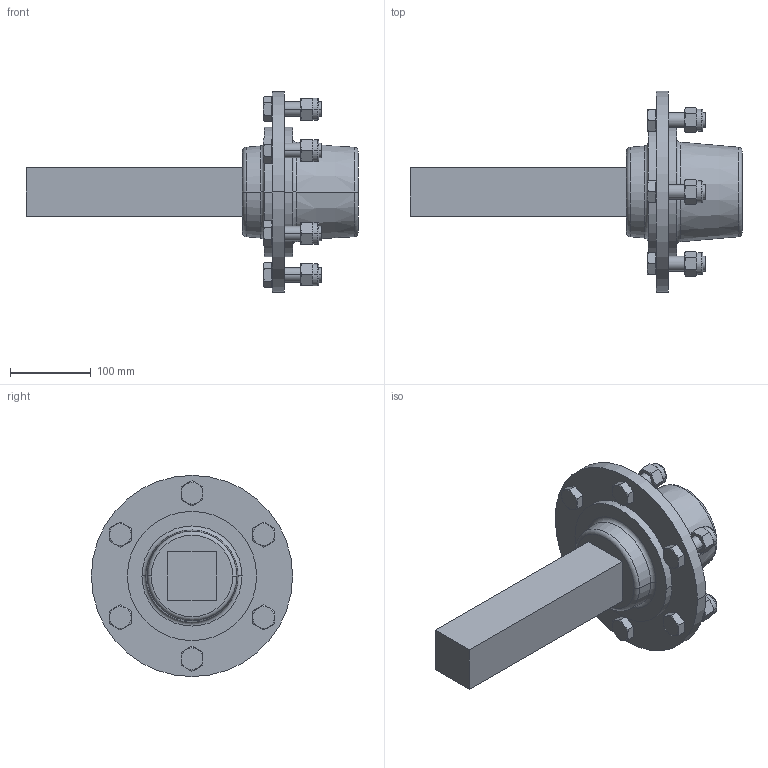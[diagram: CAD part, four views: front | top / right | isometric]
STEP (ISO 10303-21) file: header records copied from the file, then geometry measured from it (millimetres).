
FILE_DESCRIPTION(('CATIA V5 STEP Exchange'),'2;1');
FILE_NAME('DEMI ESSIEU CARRE 60.stp','2018-02-22T09:14:06+00:00',('none'),('none'),'CATIA Version 5 Release 16 (IN-10)','CATIA V5 STEP AP203','none');
FILE_SCHEMA(('CONFIG_CONTROL_DESIGN'));
Length unit declared in the file: millimetre
Products named in the file (1): DEMI ESSIEU CARRE 60 SANS FREIN
Assembly tree (14 placements, depth 2):
  DEMI ESSIEU CARRE 60 SANS FREIN
    #56
    #1168  x6
    #1706  x6
    #3150
Bounding box: 411 x 249 x 249 mm (x, y, z)
Volume: 3438786.6 mm3; surface area: 300111.6 mm2
Topology: 14 solids, 14 shells, 407 faces, 898 edges, 548 vertices
Faces by surface type: cone 148, plane 137, cylinder 102, torus 20
Entity records: 3428 total; most frequent: CARTESIAN_POINT 978, ORIENTED_EDGE 476, DIRECTION 428, EDGE_CURVE 238, AXIS2_PLACEMENT_3D 217, VERTEX_POINT 148, EDGE_LOOP 130, ADVANCED_FACE 107
